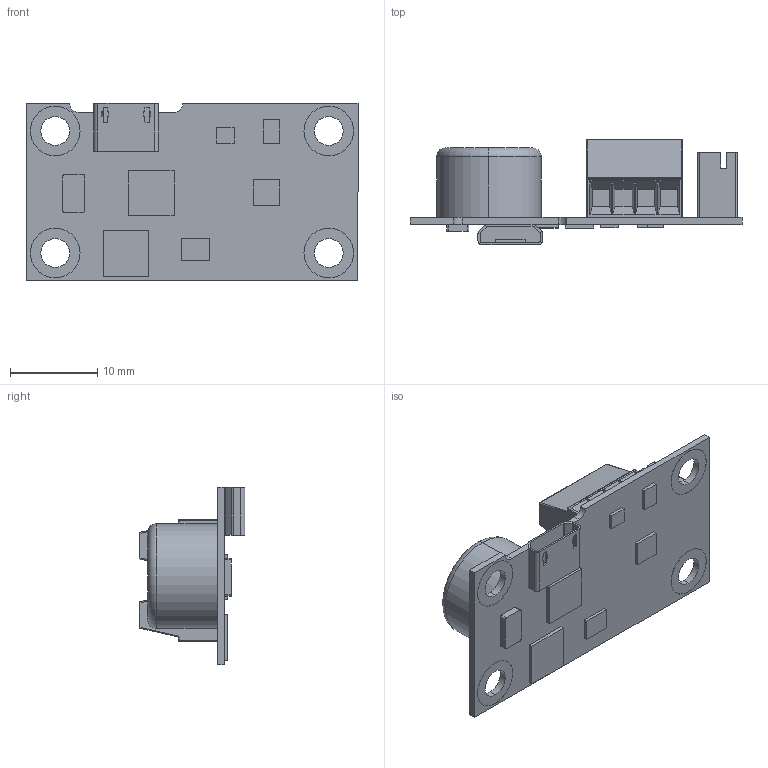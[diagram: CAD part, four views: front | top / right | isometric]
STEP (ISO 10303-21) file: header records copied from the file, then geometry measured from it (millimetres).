
FILE_DESCRIPTION (( 'STEP AP214' ), '1' );
FILE_NAME ('EasyMini Altimeter.STEP', '2022-07-30T16:55:35', ( '' ), ( '' ), 'SwSTEP 2.0', 'SolidWorks 2021', '' );
FILE_SCHEMA (( 'AUTOMOTIVE_DESIGN' ));
Length unit declared in the file: millimetre
Products named in the file (1): EasyMini Altimeter
Bounding box: 38.1 x 12.14 x 20.32 mm (x, y, z)
Volume: 2481 mm3; surface area: 3174.7 mm2
Topology: 1 solids, 1 shells, 535 faces, 1326 edges, 800 vertices
Faces by surface type: plane 265, cylinder 196, torus 42, sphere 32
Entity records: 21417 total; most frequent: DIRECTION 2802, CARTESIAN_POINT 2792, ORIENTED_EDGE 2588, EDGE_CURVE 1294, AXIS2_PLACEMENT_3D 1010, VERTEX_POINT 800, LINE 782, VECTOR 782
